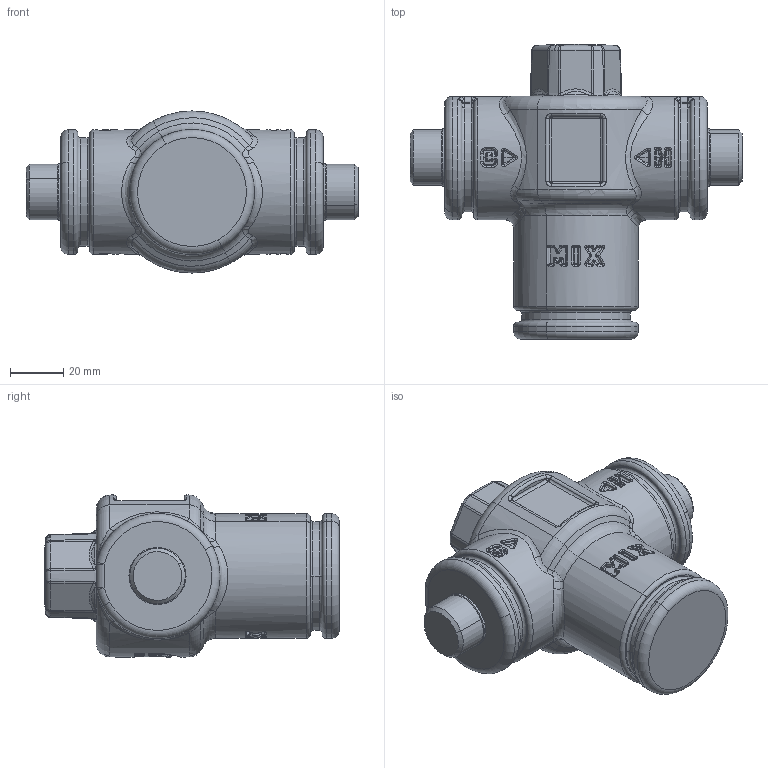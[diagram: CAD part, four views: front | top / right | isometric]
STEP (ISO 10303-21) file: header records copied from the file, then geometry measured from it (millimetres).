
FILE_DESCRIPTION(('CATIA V5 STEP Exchange','CAx-IF Rec.Pracs.--- Model Styling and Organization---1.5--- 2016-08-15','CAx-IF Rec.Pracs.---Supplemental Geometry---1.0---2011-11-01','CAx-IF Rec.Pracs.--- Composite Materials ---3.4---2017-06-13','CAx-IF Rec.Pracs.---Tessellated 3D Geometry---1.0---2015-12-17'),'2;1');
FILE_NAME('STEP_252212HP_AUS_-_TST.stp','2025-07-15T13:24:41+00:00',('none'),('none'),'CATIA Version 5-6 Release 2020 SP5','CATIA V5 STEP AP242 v2','none');
FILE_SCHEMA(('AP242_MANAGED_MODEL_BASED_3D_ENGINEERING_MIM_LF {1 0 10303 442 1 1 4}'));
Products named in the file (1): 252212HP AUS - TST
Bounding box: 125 x 111.02 x 61 mm (x, y, z)
Volume: 298599.6 mm3; surface area: 31812.6 mm2
Topology: 1 solids, 1 shells, 1242 faces, 2916 edges, 1537 vertices
Faces by surface type: bspline 452, cylinder 313, torus 202, plane 149, sphere 101, cone 25
Entity records: 64259 total; most frequent: CARTESIAN_POINT 40839, ORIENTED_EDGE 5510, EDGE_CURVE 2755, DIRECTION 2675, VERTEX_POINT 1537, AXIS2_PLACEMENT_3D 1504, B_SPLINE_CURVE_WITH_KNOTS 1386, EDGE_LOOP 1264
